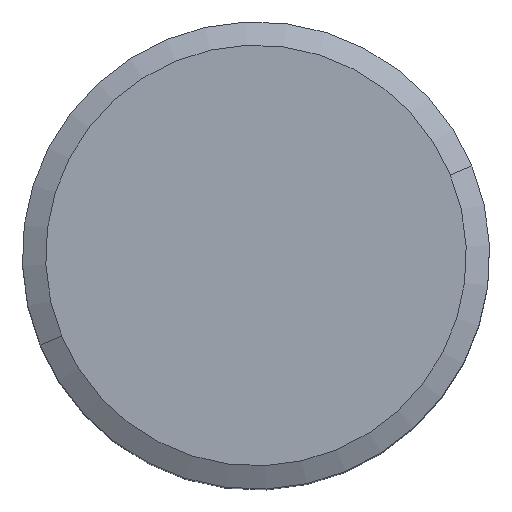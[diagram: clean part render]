
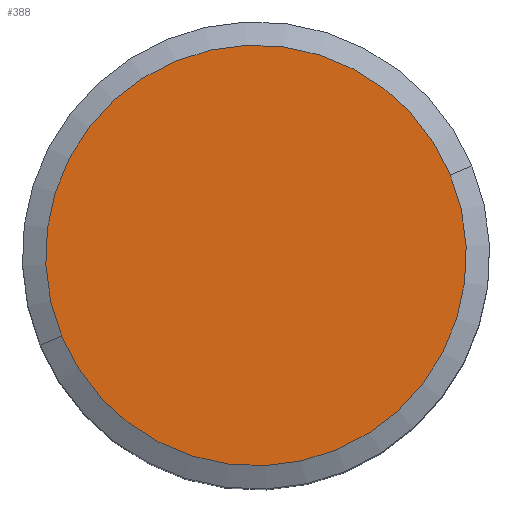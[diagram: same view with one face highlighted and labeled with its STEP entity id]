
A CAD part, top view. The second image highlights one B-rep face of the part: STEP entity #388.
In plain terms, the highlighted planar face has unit normal (0, 0, 1).
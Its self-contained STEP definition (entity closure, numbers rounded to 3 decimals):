
#16 = CARTESIAN_POINT ( 'NONE',  ( 4.988, 6.057, 15.75 ) ) ;
#43 = EDGE_CURVE ( 'NONE', #49, #487, #628, .T. ) ;
#49 = VERTEX_POINT ( 'NONE', #16 ) ;
#67 = AXIS2_PLACEMENT_3D ( 'NONE', #1164, #1058, #207 ) ;
#79 = CARTESIAN_POINT ( 'NONE',  ( 0., 3.989, 15.75 ) ) ;
#115 = CARTESIAN_POINT ( 'NONE',  ( 0., 3.989, 15.75 ) ) ;
#182 = ORIENTED_EDGE ( 'NONE', *, *, #43, .T. ) ;
#207 = DIRECTION ( 'NONE',  ( -0.924, -0.383, 0. ) ) ;
#298 = PLANE ( 'NONE',  #67 ) ;
#323 = EDGE_CURVE ( 'NONE', #487, #49, #543, .T. ) ;
#388 = ADVANCED_FACE ( 'NONE', ( #863 ), #298, .F. ) ;
#442 = AXIS2_PLACEMENT_3D ( 'NONE', #115, #871, #979 ) ;
#487 = VERTEX_POINT ( 'NONE', #864 ) ;
#543 = CIRCLE ( 'NONE', #1081, 5.4 ) ;
#548 = DIRECTION ( 'NONE',  ( -0.924, -0.383, 0. ) ) ;
#628 = CIRCLE ( 'NONE', #442, 5.4 ) ;
#863 = FACE_OUTER_BOUND ( 'NONE', #895, .T. ) ;
#864 = CARTESIAN_POINT ( 'NONE',  ( -4.988, 1.92, 15.75 ) ) ;
#871 = DIRECTION ( 'NONE',  ( 0., 0., 1. ) ) ;
#875 = ORIENTED_EDGE ( 'NONE', *, *, #323, .T. ) ;
#895 = EDGE_LOOP ( 'NONE', ( #875, #182 ) ) ;
#979 = DIRECTION ( 'NONE',  ( -0.924, -0.383, 0. ) ) ;
#1058 = DIRECTION ( 'NONE',  ( 0., 0., -1. ) ) ;
#1081 = AXIS2_PLACEMENT_3D ( 'NONE', #79, #1128, #548 ) ;
#1128 = DIRECTION ( 'NONE',  ( 0., 0., 1. ) ) ;
#1164 = CARTESIAN_POINT ( 'NONE',  ( 0., 3.989, 15.75 ) ) ;
